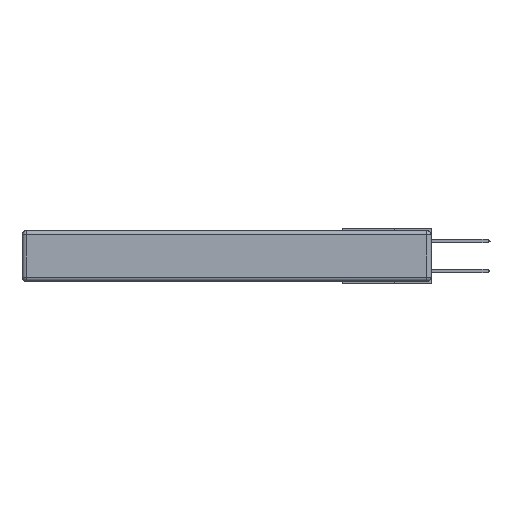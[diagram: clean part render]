
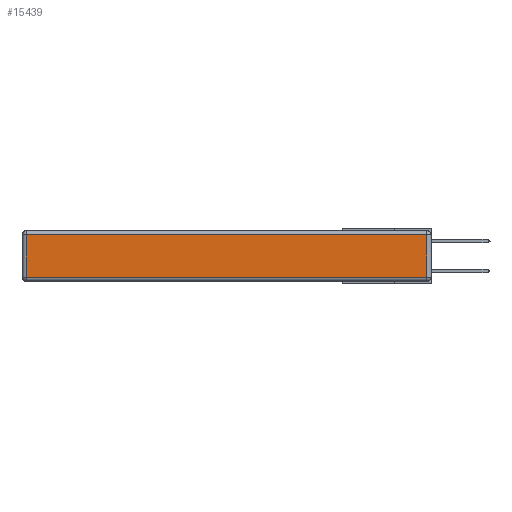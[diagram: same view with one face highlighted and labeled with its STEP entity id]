
A CAD part, left-side view. The second image highlights one B-rep face of the part: STEP entity #15439.
In plain terms, the highlighted planar face has unit normal (-1, 0, 0).
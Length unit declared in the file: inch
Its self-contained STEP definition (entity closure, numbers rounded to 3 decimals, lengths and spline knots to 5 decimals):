
#91 = LINE ( 'NONE', #10184, #12028 ) ;
#294 = AXIS2_PLACEMENT_3D ( 'NONE', #628, #14763, #19783 ) ;
#628 = CARTESIAN_POINT ( 'NONE',  ( 0., 0., -0.343 ) ) ;
#679 = LINE ( 'NONE', #9436, #4031 ) ;
#695 = PLANE ( 'NONE',  #294 ) ;
#2235 = EDGE_CURVE ( 'NONE', #14800, #4488, #679, .T. ) ;
#3830 = ORIENTED_EDGE ( 'NONE', *, *, #11808, .T. ) ;
#3869 = ORIENTED_EDGE ( 'NONE', *, *, #4537, .T. ) ;
#4031 = VECTOR ( 'NONE', #15317, 39.37008 ) ;
#4266 = CARTESIAN_POINT ( 'NONE',  ( 0., 2.75, -0.03 ) ) ;
#4488 = VERTEX_POINT ( 'NONE', #15800 ) ;
#4537 = EDGE_CURVE ( 'NONE', #4488, #14807, #6917, .T. ) ;
#5727 = ORIENTED_EDGE ( 'NONE', *, *, #2235, .T. ) ;
#6011 = CARTESIAN_POINT ( 'NONE',  ( 0., 2.72, -0.03 ) ) ;
#6917 = LINE ( 'NONE', #16265, #20562 ) ;
#7680 = CARTESIAN_POINT ( 'NONE',  ( 0., 0.03, -0.313 ) ) ;
#7940 = EDGE_CURVE ( 'NONE', #11347, #14800, #13382, .T. ) ;
#9436 = CARTESIAN_POINT ( 'NONE',  ( 0., 2.72, -0.343 ) ) ;
#9991 = EDGE_LOOP ( 'NONE', ( #3869, #3830, #17278, #5727 ) ) ;
#10184 = CARTESIAN_POINT ( 'NONE',  ( 0., 0.03, -0.343 ) ) ;
#11347 = VERTEX_POINT ( 'NONE', #18309 ) ;
#11808 = EDGE_CURVE ( 'NONE', #14807, #11347, #91, .T. ) ;
#12028 = VECTOR ( 'NONE', #17443, 39.37008 ) ;
#13382 = LINE ( 'NONE', #4266, #13954 ) ;
#13954 = VECTOR ( 'NONE', #20178, 39.37008 ) ;
#14763 = DIRECTION ( 'NONE',  ( -1., 0., 0. ) ) ;
#14800 = VERTEX_POINT ( 'NONE', #6011 ) ;
#14807 = VERTEX_POINT ( 'NONE', #7680 ) ;
#15317 = DIRECTION ( 'NONE',  ( 0., 0., -1. ) ) ;
#15439 = ADVANCED_FACE ( 'NONE', ( #21406 ), #695, .T. ) ;
#15800 = CARTESIAN_POINT ( 'NONE',  ( 0., 2.72, -0.313 ) ) ;
#16265 = CARTESIAN_POINT ( 'NONE',  ( 0., 0., -0.313 ) ) ;
#17278 = ORIENTED_EDGE ( 'NONE', *, *, #7940, .T. ) ;
#17443 = DIRECTION ( 'NONE',  ( 0., 0., 1. ) ) ;
#18012 = DIRECTION ( 'NONE',  ( 0., -1., 0. ) ) ;
#18309 = CARTESIAN_POINT ( 'NONE',  ( 0., 0.03, -0.03 ) ) ;
#19783 = DIRECTION ( 'NONE',  ( 0., 0., 1. ) ) ;
#20178 = DIRECTION ( 'NONE',  ( 0., 1., 0. ) ) ;
#20562 = VECTOR ( 'NONE', #18012, 39.37008 ) ;
#21406 = FACE_OUTER_BOUND ( 'NONE', #9991, .T. ) ;
